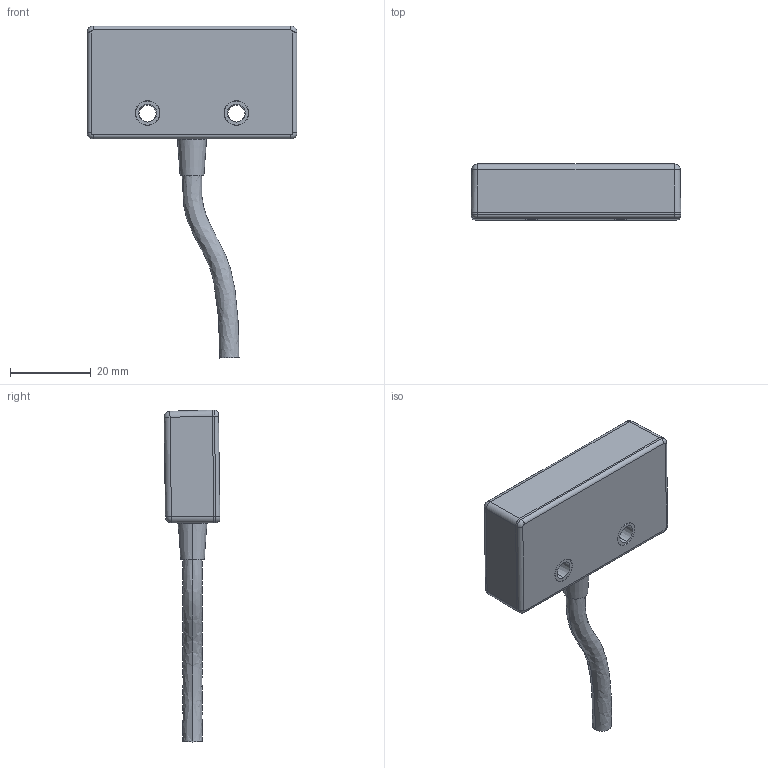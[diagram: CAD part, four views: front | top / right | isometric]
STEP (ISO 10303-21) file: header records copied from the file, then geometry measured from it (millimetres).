
FILE_DESCRIPTION (( 'STEP AP214' ), '1' );
FILE_NAME ('MS5-Red ABS Switch with Cable.STEP', '2010-06-09T14:56:35', ( ' ' ), ( ' ' ), 'SwSTEP 2.0', 'SolidWorks 2004231', '' );
FILE_SCHEMA (( 'AUTOMOTIVE_DESIGN' ));
Length unit declared in the file: millimetre
Products named in the file (5): 180.027 (MS5 6.5 Switch Red); 103.121 (Grommet 4.5mm) ver 2; 180.003 (MS5 Lid Red); MS5-Red ABS Switch with Cable; 150.008 (cable 6 core)
Assembly tree (4 placements, depth 2):
  MS5-Red ABS Switch with Cable
    150.008 (cable 6 core)
    180.003 (MS5 Lid Red)
    180.027 (MS5 6.5 Switch Red)
    103.121 (Grommet 4.5mm) ver 2
Bounding box: 52 x 13.85 x 82.31 mm (x, y, z)
Volume: 8249.7 mm3; surface area: 11700 mm2
Topology: 4 solids, 4 shells, 118 faces, 270 edges, 168 vertices
Faces by surface type: plane 52, cylinder 44, cone 10, torus 6, sphere 4, bspline 2
Entity records: 4191 total; most frequent: CARTESIAN_POINT 715, DIRECTION 612, ORIENTED_EDGE 532, EDGE_CURVE 266, AXIS2_PLACEMENT_3D 237, VERTEX_POINT 168, EDGE_LOOP 142, VECTOR 138
